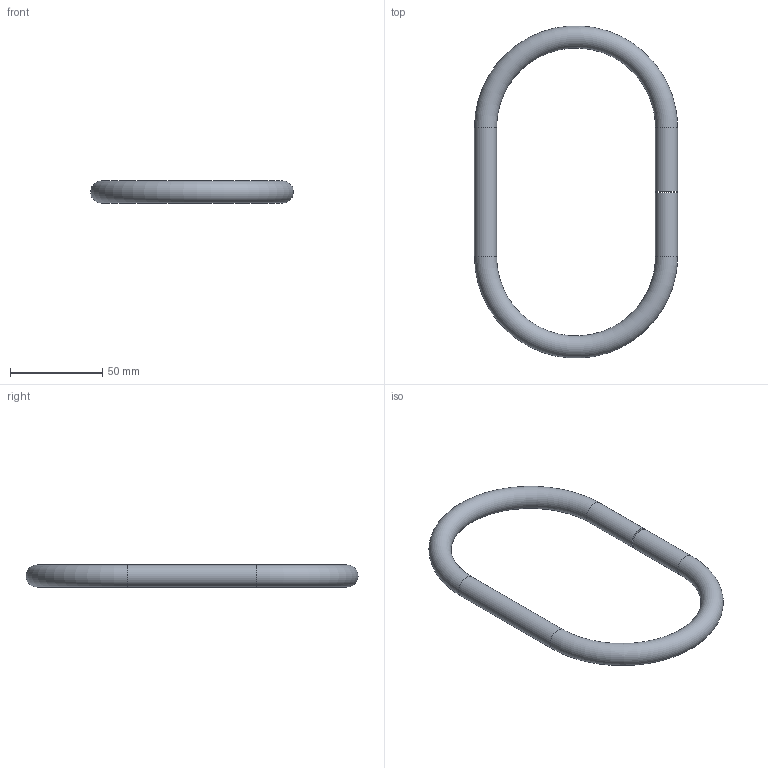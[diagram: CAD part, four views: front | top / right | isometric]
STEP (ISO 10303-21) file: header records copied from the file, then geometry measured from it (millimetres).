
FILE_DESCRIPTION (( 'STEP AP203' ), '1' );
FILE_NAME ('5632.step', '2020-05-18T08:07:06', ( '' ), ( '' ), 'SwSTEP 2.0', 'SolidWorks 2015', '' );
FILE_SCHEMA (( 'CONFIG_CONTROL_DESIGN' ));
Length unit declared in the file: millimetre
Products named in the file (1): 5632
Bounding box: 110 x 179.86 x 12 mm (x, y, z)
Volume: 50540.3 mm3; surface area: 17077.3 mm2
Topology: 1 solids, 1 shells, 180 faces, 483 edges, 321 vertices
Faces by surface type: plane 90, bspline 85, cylinder 3, torus 2
Full cylindrical faces by diameter (mm): 12 x3
Entity records: 9874 total; most frequent: CARTESIAN_POINT 5895, ORIENTED_EDGE 954, DIRECTION 505, EDGE_CURVE 477, VERTEX_POINT 320, LINE 301, VECTOR 301, EDGE_LOOP 201
